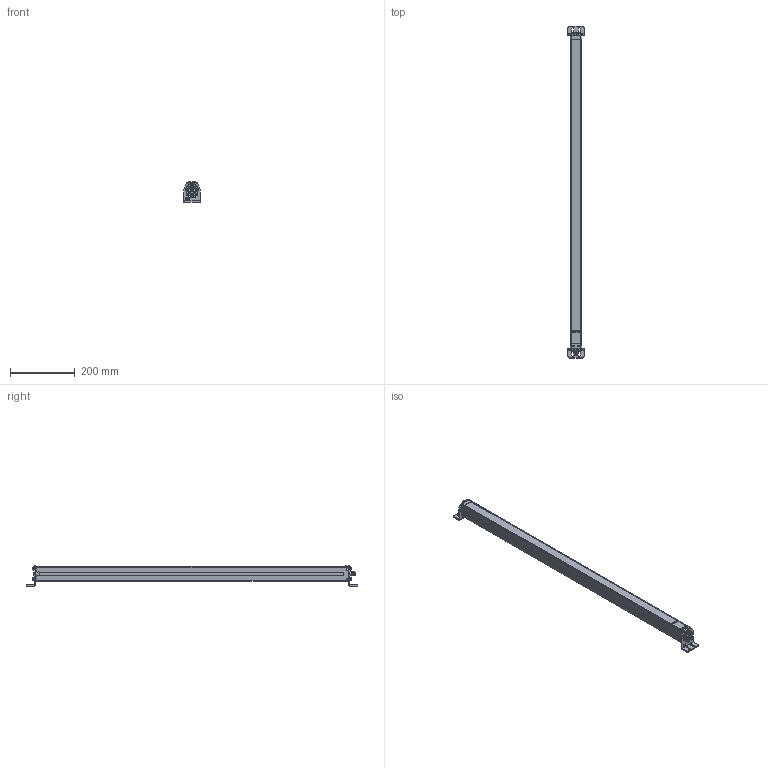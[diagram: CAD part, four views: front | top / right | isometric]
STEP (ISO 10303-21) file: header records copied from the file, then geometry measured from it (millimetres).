
FILE_DESCRIPTION((''),'2;1');
FILE_NAME('139538_SM01_ASM','2023-04-12T08:13:13',('banengservice'),('BANNER ENGINEERING'),'CREO PARAMETRIC BY PTC INC, 2022414','CREO PARAMETRIC BY PTC INC, 2022414','');
FILE_SCHEMA(('CONFIG_CONTROL_DESIGN'));
Products named in the file (5): 139538_EP01; 139538_PL01; 111087; 58892; 139538_SM01_ASM
Assembly tree (8 placements, depth 2):
  139538_SM01_ASM
    139538_EP01
    139538_PL01
    111087  x2
    58892  x4
Bounding box: 50 x 1029 x 63 mm (x, y, z)
Volume: 2921545.4 mm3; surface area: 338174.2 mm2
Topology: 8 solids, 8 shells, 2160 faces, 6004 edges, 3872 vertices
Faces by surface type: plane 1158, cylinder 787, bspline 99, torus 48, sphere 40, cone 20, extrusion 8
Entity records: 91260 total; most frequent: CARTESIAN_POINT 46874, ORIENTED_EDGE 9656, DIRECTION 8830, EDGE_CURVE 4828, VERTEX_POINT 3114, AXIS2_PLACEMENT_3D 3023, VECTOR 2784, LINE 2776
